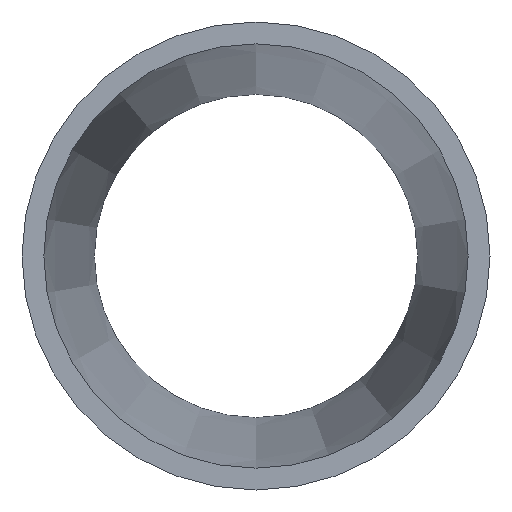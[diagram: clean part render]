
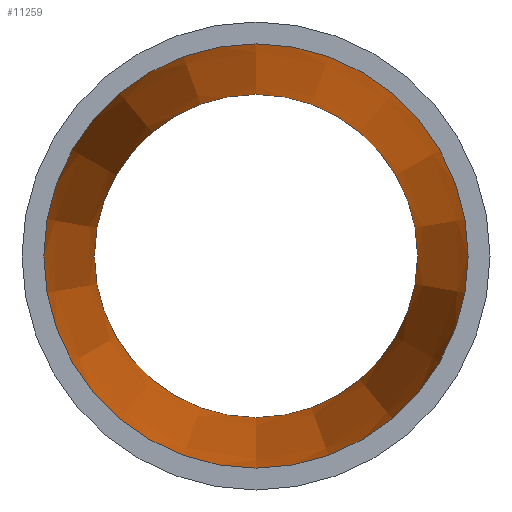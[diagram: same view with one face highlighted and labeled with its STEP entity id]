
A CAD part, front view. The second image highlights one B-rep face of the part: STEP entity #11259.
In plain terms, the highlighted conical face has half-angle 4.156 degrees and reference radius 19.495 mm.
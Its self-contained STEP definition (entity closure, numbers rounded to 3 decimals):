
#3286 = DIRECTION ( 'NONE',  ( 0., -1., 0. ) ) ;
#5159 = AXIS2_PLACEMENT_3D ( 'NONE', #14692, #18111, #16744 ) ;
#5438 = ORIENTED_EDGE ( 'NONE', *, *, #8619, .T. ) ;
#8176 = EDGE_CURVE ( 'NONE', #22324, #22324, #15012, .T. ) ;
#8619 = EDGE_CURVE ( 'NONE', #15355, #15355, #18984, .T. ) ;
#11259 = ADVANCED_FACE ( 'NONE', ( #15202, #13613 ), #15285, .F. ) ;
#11877 = EDGE_LOOP ( 'NONE', ( #20141 ) ) ;
#12054 = AXIS2_PLACEMENT_3D ( 'NONE', #12225, #12460, #19522 ) ;
#12225 = CARTESIAN_POINT ( 'NONE',  ( 0., 0., 0. ) ) ;
#12460 = DIRECTION ( 'NONE',  ( 0., -1., 0. ) ) ;
#13613 = FACE_OUTER_BOUND ( 'NONE', #14512, .T. ) ;
#14512 = EDGE_LOOP ( 'NONE', ( #5438 ) ) ;
#14692 = CARTESIAN_POINT ( 'NONE',  ( 0., 64., 0. ) ) ;
#15012 = CIRCLE ( 'NONE', #5159, 14.845 ) ;
#15202 = FACE_BOUND ( 'NONE', #11877, .T. ) ;
#15285 = CONICAL_SURFACE ( 'NONE', #21453, 19.495, 0.073 ) ;
#15315 = DIRECTION ( 'NONE',  ( 0., 0., -1. ) ) ;
#15355 = VERTEX_POINT ( 'NONE', #16944 ) ;
#16744 = DIRECTION ( 'NONE',  ( 0., 0., -1. ) ) ;
#16944 = CARTESIAN_POINT ( 'NONE',  ( 0., 0., -19.495 ) ) ;
#18111 = DIRECTION ( 'NONE',  ( 0., -1., 0. ) ) ;
#18899 = CARTESIAN_POINT ( 'NONE',  ( 0., 64., -14.845 ) ) ;
#18964 = CARTESIAN_POINT ( 'NONE',  ( 0., 0., 0. ) ) ;
#18984 = CIRCLE ( 'NONE', #12054, 19.495 ) ;
#19522 = DIRECTION ( 'NONE',  ( 0., 0., -1. ) ) ;
#20141 = ORIENTED_EDGE ( 'NONE', *, *, #8176, .F. ) ;
#21453 = AXIS2_PLACEMENT_3D ( 'NONE', #18964, #3286, #15315 ) ;
#22324 = VERTEX_POINT ( 'NONE', #18899 ) ;
